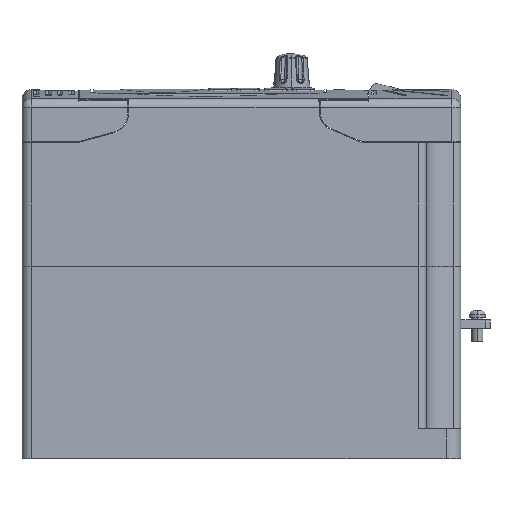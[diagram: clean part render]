
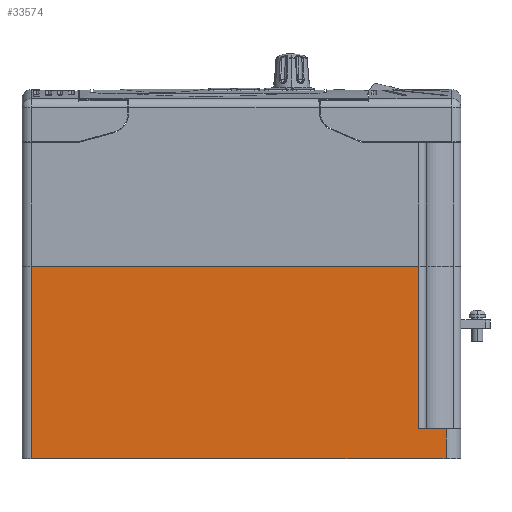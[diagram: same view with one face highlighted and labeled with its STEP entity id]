
A CAD part, left-side view. The second image highlights one B-rep face of the part: STEP entity #33574.
In plain terms, the highlighted planar face has unit normal (-1, 0, 0).
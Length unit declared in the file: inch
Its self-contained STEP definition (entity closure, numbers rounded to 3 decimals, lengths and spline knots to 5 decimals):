
#445 = CARTESIAN_POINT ( 'NONE',  ( -1.97, -2.405, 1.29 ) ) ;
#2008 = VECTOR ( 'NONE', #24046, 39.37008 ) ;
#2439 = LINE ( 'NONE', #12000, #17930 ) ;
#3750 = LINE ( 'NONE', #37374, #6411 ) ;
#5016 = CARTESIAN_POINT ( 'NONE',  ( -1.97, 2.975, -3.00547 ) ) ;
#5682 = VECTOR ( 'NONE', #26703, 39.37008 ) ;
#6411 = VECTOR ( 'NONE', #16635, 39.37008 ) ;
#6416 = VECTOR ( 'NONE', #27269, 39.37008 ) ;
#6489 = LINE ( 'NONE', #27338, #6416 ) ;
#6678 = LINE ( 'NONE', #26656, #5682 ) ;
#7277 = ORIENTED_EDGE ( 'NONE', *, *, #33279, .F. ) ;
#7522 = CARTESIAN_POINT ( 'NONE',  ( -1.97, 2.85, -3.00547 ) ) ;
#7596 = VECTOR ( 'NONE', #24267, 39.37008 ) ;
#7879 = LINE ( 'NONE', #33129, #19070 ) ;
#7965 = VERTEX_POINT ( 'NONE', #37879 ) ;
#8017 = DIRECTION ( 'NONE',  ( 0., 0., -1. ) ) ;
#8217 = VERTEX_POINT ( 'NONE', #32410 ) ;
#8514 = EDGE_CURVE ( 'NONE', #14388, #38015, #6489, .T. ) ;
#8553 = EDGE_CURVE ( 'NONE', #8217, #34423, #6678, .T. ) ;
#8879 = DIRECTION ( 'NONE',  ( 0., 0., -1. ) ) ;
#9126 = ORIENTED_EDGE ( 'NONE', *, *, #24497, .T. ) ;
#12000 = CARTESIAN_POINT ( 'NONE',  ( -1.97, 2.85, -3.00547 ) ) ;
#12785 = ORIENTED_EDGE ( 'NONE', *, *, #34653, .T. ) ;
#14388 = VERTEX_POINT ( 'NONE', #19672 ) ;
#16490 = CARTESIAN_POINT ( 'NONE',  ( -1.97, 2.975, -3.00547 ) ) ;
#16502 = DIRECTION ( 'NONE',  ( 0., -1., 0. ) ) ;
#16635 = DIRECTION ( 'NONE',  ( 0., -1., 0. ) ) ;
#17451 = LINE ( 'NONE', #34979, #2008 ) ;
#17930 = VECTOR ( 'NONE', #8879, 39.37008 ) ;
#18211 = ORIENTED_EDGE ( 'NONE', *, *, #8553, .T. ) ;
#18856 = VERTEX_POINT ( 'NONE', #7522 ) ;
#18892 = CARTESIAN_POINT ( 'NONE',  ( -1.97, -2.775, -2.6 ) ) ;
#19070 = VECTOR ( 'NONE', #22037, 39.37008 ) ;
#19672 = CARTESIAN_POINT ( 'NONE',  ( -1.97, 2.85, -0.4 ) ) ;
#20269 = FACE_OUTER_BOUND ( 'NONE', #32489, .T. ) ;
#20846 = VERTEX_POINT ( 'NONE', #38284 ) ;
#22037 = DIRECTION ( 'NONE',  ( 0., 0., 1. ) ) ;
#23669 = VECTOR ( 'NONE', #16502, 39.37008 ) ;
#24046 = DIRECTION ( 'NONE',  ( 0., 1., 0. ) ) ;
#24267 = DIRECTION ( 'NONE',  ( 0., 0., 1. ) ) ;
#24497 = EDGE_CURVE ( 'NONE', #18856, #34257, #31204, .T. ) ;
#25748 = DIRECTION ( 'NONE',  ( 1., 0., 0. ) ) ;
#26656 = CARTESIAN_POINT ( 'NONE',  ( -1.97, -2.775, -3.00547 ) ) ;
#26703 = DIRECTION ( 'NONE',  ( 0., 0., 1. ) ) ;
#26815 = CARTESIAN_POINT ( 'NONE',  ( -1.97, -2.405, -0.4 ) ) ;
#27269 = DIRECTION ( 'NONE',  ( 0., -1., 0. ) ) ;
#27293 = EDGE_CURVE ( 'NONE', #34257, #20846, #7879, .T. ) ;
#27338 = CARTESIAN_POINT ( 'NONE',  ( -1.97, 2.975, -0.4 ) ) ;
#27802 = ORIENTED_EDGE ( 'NONE', *, *, #8514, .F. ) ;
#28626 = PLANE ( 'NONE',  #37300 ) ;
#30234 = EDGE_CURVE ( 'NONE', #8217, #20846, #17451, .T. ) ;
#31204 = LINE ( 'NONE', #16490, #23669 ) ;
#32410 = CARTESIAN_POINT ( 'NONE',  ( -1.97, -2.775, -3.00447 ) ) ;
#32489 = EDGE_LOOP ( 'NONE', ( #9126, #33857, #33061, #18211, #7277, #12785, #27802, #33601 ) ) ;
#33061 = ORIENTED_EDGE ( 'NONE', *, *, #30234, .F. ) ;
#33102 = CARTESIAN_POINT ( 'NONE',  ( -1.97, -2.505, -3.00547 ) ) ;
#33129 = CARTESIAN_POINT ( 'NONE',  ( -1.97, -2.505, -3.00547 ) ) ;
#33279 = EDGE_CURVE ( 'NONE', #7965, #34423, #3750, .T. ) ;
#33574 = ADVANCED_FACE ( 'NONE', ( #20269 ), #28626, .F. ) ;
#33601 = ORIENTED_EDGE ( 'NONE', *, *, #36328, .T. ) ;
#33857 = ORIENTED_EDGE ( 'NONE', *, *, #27293, .T. ) ;
#34257 = VERTEX_POINT ( 'NONE', #33102 ) ;
#34423 = VERTEX_POINT ( 'NONE', #18892 ) ;
#34653 = EDGE_CURVE ( 'NONE', #7965, #38015, #35371, .T. ) ;
#34979 = CARTESIAN_POINT ( 'NONE',  ( -1.97, 2.975, -3.00447 ) ) ;
#35371 = LINE ( 'NONE', #445, #7596 ) ;
#36328 = EDGE_CURVE ( 'NONE', #14388, #18856, #2439, .T. ) ;
#37300 = AXIS2_PLACEMENT_3D ( 'NONE', #5016, #25748, #8017 ) ;
#37374 = CARTESIAN_POINT ( 'NONE',  ( -1.97, 2.975, -2.6 ) ) ;
#37879 = CARTESIAN_POINT ( 'NONE',  ( -1.97, -2.405, -2.6 ) ) ;
#38015 = VERTEX_POINT ( 'NONE', #26815 ) ;
#38284 = CARTESIAN_POINT ( 'NONE',  ( -1.97, -2.505, -3.00447 ) ) ;
